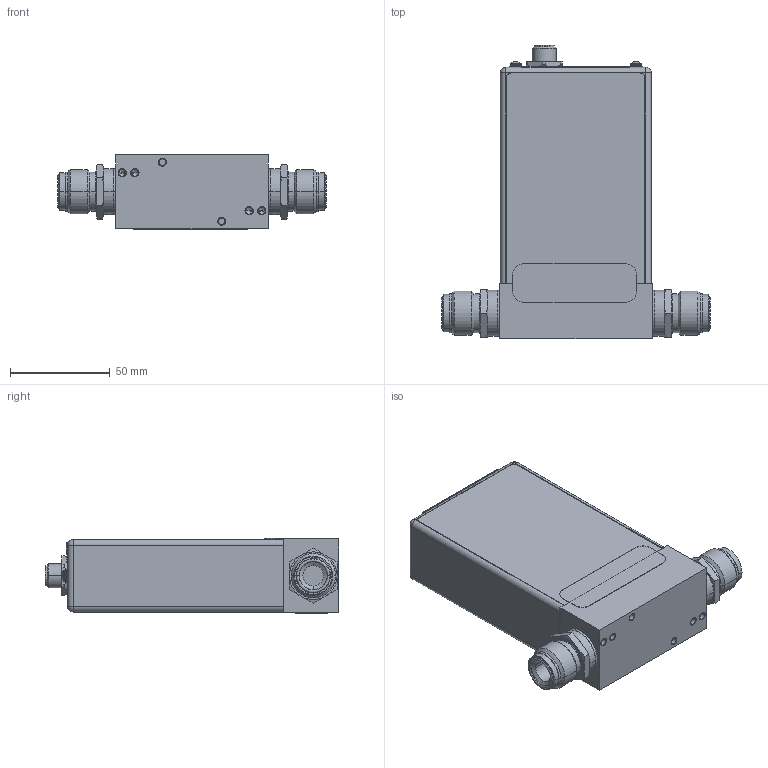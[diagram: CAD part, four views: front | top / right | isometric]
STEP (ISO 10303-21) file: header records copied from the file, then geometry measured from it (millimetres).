
FILE_DESCRIPTION((''),'2;1');
FILE_NAME('GM100A_DNET_8VCR_ASM','2016-08-31T',('cockrofm'),(''),'PRO/ENGINEER BY PARAMETRIC TECHNOLOGY CORPORATION, 2016100','PRO/ENGINEER BY PARAMETRIC TECHNOLOGY CORPORATION, 2016100','');
FILE_SCHEMA(('CONFIG_CONTROL_DESIGN'));
Length unit declared in the file: inch
Products named in the file (19): 1052409_FLOWBODY_1; 1053221-001_P9_ARMATURE_ASSEMBL; 1053221-001_P9_ARMATURE_REV3_AS_ASM; 1011702-002_4-40_PAN-HD-SEMS_1; 1042639-001_FRT_1; 1042450_ENCLOSURE_1; 119937-P9_SMALL-SINGLE_1; 122676_1; 1043970_LABEL_TOP_DNET_1; 1043857_LABEL_1; 119937-P9_LARGE-SINGLE_1; 1032904_DNET-CONN_1; 133675_DNET_CONN_NUT_1; 1038688_CONN_RJ45_1; 1054200_DNET_OUTLINE_ASM_1_ASM_ASM; 1052474_FITTING_8VCR_1; 1058567-002_ASM_2_ASM; GM100A_DNET_4VCR_ASM_ASM; GM100A_DNET_8VCR_ASM
Assembly tree (20 placements, depth 5):
  GM100A_DNET_8VCR_ASM
    GM100A_DNET_4VCR_ASM_ASM
      1054200_DNET_OUTLINE_ASM_1_ASM_ASM
        1052409_FLOWBODY_1
        1053221-001_P9_ARMATURE_REV3_AS_ASM
          1053221-001_P9_ARMATURE_ASSEMBL
        1011702-002_4-40_PAN-HD-SEMS_1  x2
        1042639-001_FRT_1
        1042450_ENCLOSURE_1
        119937-P9_SMALL-SINGLE_1
        122676_1
        1043970_LABEL_TOP_DNET_1
        1043857_LABEL_1
        119937-P9_LARGE-SINGLE_1
        1032904_DNET-CONN_1
        133675_DNET_CONN_NUT_1
        1038688_CONN_RJ45_1
      1058567-002_ASM_2_ASM
        1052474_FITTING_8VCR_1
      1052474_FITTING_8VCR_1
Bounding box: 134.11 x 146.69 x 37.59 mm (x, y, z)
Volume: 112496.1 mm3; surface area: 117771.8 mm2
Topology: 15 solids, 27 shells, 612 faces, 1488 edges, 946 vertices
Faces by surface type: cylinder 235, plane 229, cone 76, extrusion 40, torus 24, sphere 8
Entity records: 15746 total; most frequent: CARTESIAN_POINT 3275, DIRECTION 2710, ORIENTED_EDGE 2340, EDGE_CURVE 1194, AXIS2_PLACEMENT_3D 1056, VERTEX_POINT 782, VECTOR 598, EDGE_LOOP 592
